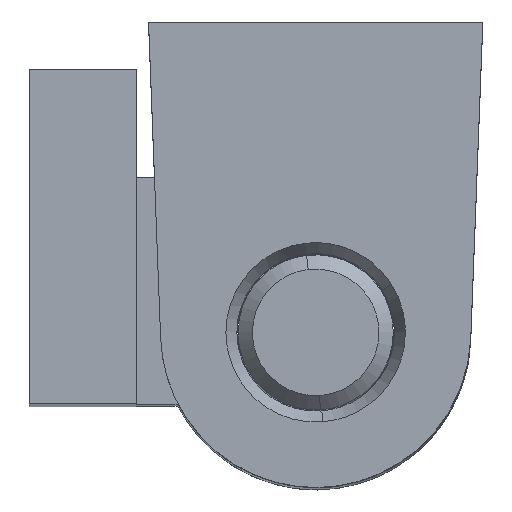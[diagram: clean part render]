
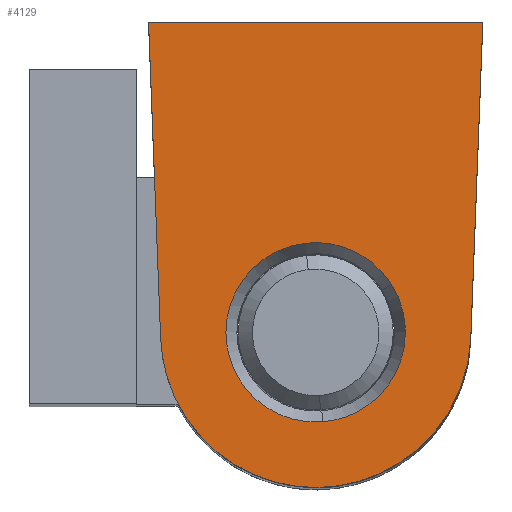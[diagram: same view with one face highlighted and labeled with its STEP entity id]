
A CAD part, top view. The second image highlights one B-rep face of the part: STEP entity #4129.
In plain terms, the highlighted free-form (B-spline) face has degree [1, 1] with [2, 2] control points.
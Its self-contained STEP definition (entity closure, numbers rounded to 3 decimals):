
#3639=CARTESIAN_POINT('',(3.17,2.022,60.));
#3640=VERTEX_POINT('',#3639);
#3646=CARTESIAN_POINT('',(-3.76,0.,60.));
#3647=VERTEX_POINT('',#3646);
#3648=CARTESIAN_POINT('',(-3.76,0.,60.));
#3649=CARTESIAN_POINT('',(-3.76,3.76,60.));
#3650=CARTESIAN_POINT('',(0.0,3.76,60.));
#3651=CARTESIAN_POINT('',(2.061,3.76,60.));
#3652=CARTESIAN_POINT('',(3.17,2.022,60.));
#3660=(BOUNDED_CURVE()B_SPLINE_CURVE(2,(#3648,#3649,#3650,#3651,#3652),.UNSPECIFIED.,.F.,.U.)B_SPLINE_CURVE_WITH_KNOTS((3,2,3),(0.0,0.25,0.408),.UNSPECIFIED.)CURVE()GEOMETRIC_REPRESENTATION_ITEM()RATIONAL_B_SPLINE_CURVE((1.0,0.707,1.0,0.815,0.864))REPRESENTATION_ITEM(''));
#3661=EDGE_CURVE('',#3647,#3640,#3660,.T.);
#3663=CARTESIAN_POINT('',(0.295,-3.748,60.));
#3664=VERTEX_POINT('',#3663);
#3665=CARTESIAN_POINT('',(0.295,-3.748,60.));
#3666=CARTESIAN_POINT('',(0.148,-3.76,60.));
#3667=CARTESIAN_POINT('',(0.0,-3.76,60.));
#3668=CARTESIAN_POINT('',(-3.76,-3.76,60.));
#3669=CARTESIAN_POINT('',(-3.76,0.,60.));
#3677=(BOUNDED_CURVE()B_SPLINE_CURVE(2,(#3665,#3666,#3667,#3668,#3669),.UNSPECIFIED.,.F.,.U.)B_SPLINE_CURVE_WITH_KNOTS((3,2,3),(0.736,0.75,1.0),.UNSPECIFIED.)CURVE()GEOMETRIC_REPRESENTATION_ITEM()RATIONAL_B_SPLINE_CURVE((0.97,0.984,1.0,0.707,1.0))REPRESENTATION_ITEM(''));
#3678=EDGE_CURVE('',#3664,#3647,#3677,.T.);
#3782=CARTESIAN_POINT('',(3.76,0.,60.));
#3783=VERTEX_POINT('',#3782);
#3784=CARTESIAN_POINT('',(3.76,0.,60.));
#3785=CARTESIAN_POINT('',(3.76,-3.476,60.));
#3786=CARTESIAN_POINT('',(0.295,-3.748,60.));
#3794=(BOUNDED_CURVE()B_SPLINE_CURVE(2,(#3784,#3785,#3786),.UNSPECIFIED.,.F.,.U.)B_SPLINE_CURVE_WITH_KNOTS((3,3),(0.5,0.736),.UNSPECIFIED.)CURVE()GEOMETRIC_REPRESENTATION_ITEM()RATIONAL_B_SPLINE_CURVE((1.0,0.723,0.97))REPRESENTATION_ITEM(''));
#3795=EDGE_CURVE('',#3783,#3664,#3794,.T.);
#3797=CARTESIAN_POINT('',(3.17,2.022,60.));
#3798=CARTESIAN_POINT('',(3.76,1.097,60.));
#3799=CARTESIAN_POINT('',(3.76,0.,60.));
#3807=(BOUNDED_CURVE()B_SPLINE_CURVE(2,(#3797,#3798,#3799),.UNSPECIFIED.,.F.,.U.)B_SPLINE_CURVE_WITH_KNOTS((3,3),(0.408,0.5),.UNSPECIFIED.)CURVE()GEOMETRIC_REPRESENTATION_ITEM()RATIONAL_B_SPLINE_CURVE((0.864,0.892,1.0))REPRESENTATION_ITEM(''));
#3808=EDGE_CURVE('',#3640,#3783,#3807,.T.);
#4078=CARTESIAN_POINT('',(-7.699,-7.474,60.));
#4079=CARTESIAN_POINT('',(7.699,-7.474,60.));
#4080=CARTESIAN_POINT('',(-7.699,13.974,60.));
#4081=CARTESIAN_POINT('',(7.699,13.974,60.));
#4082=B_SPLINE_SURFACE_WITH_KNOTS('',1,1,((#4078,#4080),(#4079,#4081)),.UNSPECIFIED.,.F.,.F.,.U.,(2,2),(2,2),(0.0,15.399),(0.0,21.448),.UNSPECIFIED.);
#4083=CARTESIAN_POINT('',(-6.495,-0.247,60.));
#4084=VERTEX_POINT('',#4083);
#4085=CARTESIAN_POINT('',(-7.,13.,60.));
#4086=VERTEX_POINT('',#4085);
#4087=CARTESIAN_POINT('',(-6.495,-0.247,60.));
#4088=CARTESIAN_POINT('',(-7.,13.,60.));
#4089=QUASI_UNIFORM_CURVE('',1,(#4087,#4088),.UNSPECIFIED.,.F.,.U.);
#4090=EDGE_CURVE('',#4084,#4086,#4089,.T.);
#4091=ORIENTED_EDGE('',*,*,#4090,.F.);
#4092=CARTESIAN_POINT('',(6.495,-0.247,60.));
#4093=VERTEX_POINT('',#4092);
#4094=CARTESIAN_POINT('',(6.495,-0.247,60.));
#4095=CARTESIAN_POINT('',(6.257,-6.5,60.));
#4096=CARTESIAN_POINT('',(0.0,-6.5,60.));
#4097=CARTESIAN_POINT('',(-6.257,-6.5,60.));
#4098=CARTESIAN_POINT('',(-6.495,-0.247,60.));
#4106=(BOUNDED_CURVE()B_SPLINE_CURVE(2,(#4094,#4095,#4096,#4097,#4098),.UNSPECIFIED.,.F.,.U.)B_SPLINE_CURVE_WITH_KNOTS((3,2,3),(0.0,0.5,1.0),.UNSPECIFIED.)CURVE()GEOMETRIC_REPRESENTATION_ITEM()RATIONAL_B_SPLINE_CURVE((1.0,0.72,1.0,0.72,1.0))REPRESENTATION_ITEM(''));
#4107=EDGE_CURVE('',#4093,#4084,#4106,.T.);
#4108=ORIENTED_EDGE('',*,*,#4107,.F.);
#4109=CARTESIAN_POINT('',(7.,13.,60.));
#4110=VERTEX_POINT('',#4109);
#4111=CARTESIAN_POINT('',(7.,13.,60.));
#4112=CARTESIAN_POINT('',(6.495,-0.247,60.));
#4113=QUASI_UNIFORM_CURVE('',1,(#4111,#4112),.UNSPECIFIED.,.F.,.U.);
#4114=EDGE_CURVE('',#4110,#4093,#4113,.T.);
#4115=ORIENTED_EDGE('',*,*,#4114,.F.);
#4116=CARTESIAN_POINT('',(-7.,13.,60.));
#4117=CARTESIAN_POINT('',(7.,13.,60.));
#4118=QUASI_UNIFORM_CURVE('',1,(#4116,#4117),.UNSPECIFIED.,.F.,.U.);
#4119=EDGE_CURVE('',#4086,#4110,#4118,.T.);
#4120=ORIENTED_EDGE('',*,*,#4119,.F.);
#4121=EDGE_LOOP('',(#4091,#4108,#4115,#4120));
#4122=FACE_OUTER_BOUND('',#4121,.T.);
#4123=ORIENTED_EDGE('',*,*,#3795,.T.);
#4124=ORIENTED_EDGE('',*,*,#3678,.T.);
#4125=ORIENTED_EDGE('',*,*,#3661,.T.);
#4126=ORIENTED_EDGE('',*,*,#3808,.T.);
#4127=EDGE_LOOP('',(#4123,#4124,#4125,#4126));
#4128=FACE_BOUND('',#4127,.T.);
#4129=ADVANCED_FACE('',(#4122,#4128),#4082,.T.);
